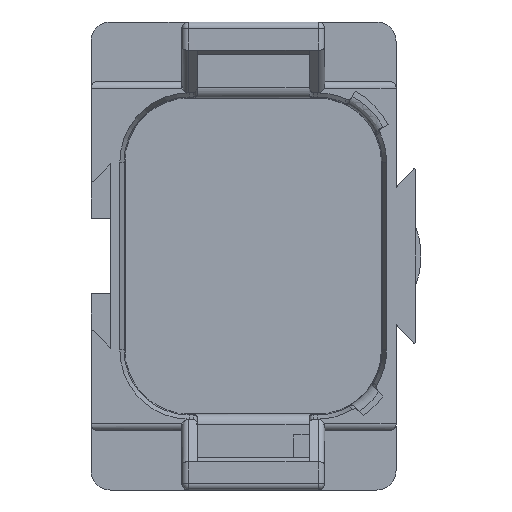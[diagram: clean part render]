
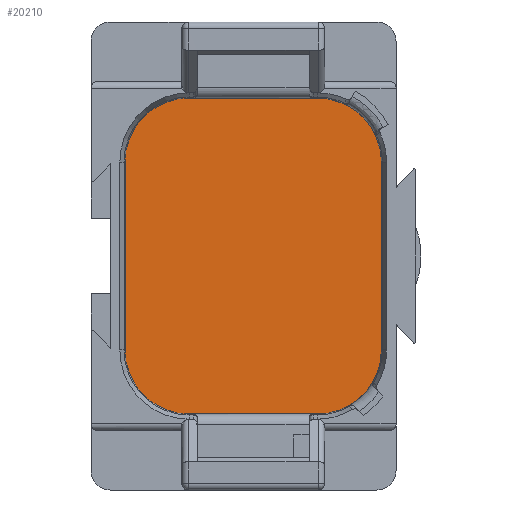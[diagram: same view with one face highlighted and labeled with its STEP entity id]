
A CAD part, front view. The second image highlights one B-rep face of the part: STEP entity #20210.
In plain terms, the highlighted planar face has unit normal (0, -1, 0).
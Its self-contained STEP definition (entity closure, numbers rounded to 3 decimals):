
#1442=CARTESIAN_POINT('',(-4.985,16.1,7.3));
#1443=DIRECTION('',(0.,-1.,0.));
#1444=DIRECTION('',(0.,0.,1.));
#1445=AXIS2_PLACEMENT_3D('',#1442,#1443,#1444);
#1447=DIRECTION('',(-1.,0.,0.));
#1448=VECTOR('',#1447,9.97);
#1449=CARTESIAN_POINT('',(4.985,16.1,12.275));
#1450=LINE('',#1449,#1448);
#1451=CARTESIAN_POINT('',(4.985,16.1,7.3));
#1452=DIRECTION('',(0.,-1.,0.));
#1453=DIRECTION('',(1.,0.,0.));
#1454=AXIS2_PLACEMENT_3D('',#1451,#1452,#1453);
#1456=DIRECTION('',(0.,0.,1.));
#1457=VECTOR('',#1456,14.6);
#1458=CARTESIAN_POINT('',(9.96,16.1,-7.3));
#1459=LINE('',#1458,#1457);
#1460=CARTESIAN_POINT('',(4.985,16.1,-7.3));
#1461=DIRECTION('',(0.,-1.,0.));
#1462=DIRECTION('',(0.,0.,-1.));
#1463=AXIS2_PLACEMENT_3D('',#1460,#1461,#1462);
#1465=DIRECTION('',(1.,0.,0.));
#1466=VECTOR('',#1465,9.97);
#1467=CARTESIAN_POINT('',(-4.985,16.1,-12.275));
#1468=LINE('',#1467,#1466);
#1469=CARTESIAN_POINT('',(-4.985,16.1,-7.3));
#1470=DIRECTION('',(0.,-1.,0.));
#1471=DIRECTION('',(-1.,0.,0.));
#1472=AXIS2_PLACEMENT_3D('',#1469,#1470,#1471);
#1474=DIRECTION('',(0.,0.,-1.));
#1475=VECTOR('',#1474,14.6);
#1476=CARTESIAN_POINT('',(-9.96,16.1,7.3));
#1477=LINE('',#1476,#1475);
#14064=CARTESIAN_POINT('',(-4.985,16.1,12.275));
#14065=CARTESIAN_POINT('',(-9.96,16.1,7.3));
#14066=VERTEX_POINT('',#14064);
#14067=VERTEX_POINT('',#14065);
#14068=CARTESIAN_POINT('',(9.96,16.1,7.3));
#14069=CARTESIAN_POINT('',(4.985,16.1,12.275));
#14070=VERTEX_POINT('',#14068);
#14071=VERTEX_POINT('',#14069);
#14072=CARTESIAN_POINT('',(4.985,16.1,-12.275));
#14073=CARTESIAN_POINT('',(9.96,16.1,-7.3));
#14074=VERTEX_POINT('',#14072);
#14075=VERTEX_POINT('',#14073);
#14076=CARTESIAN_POINT('',(-9.96,16.1,-7.3));
#14077=CARTESIAN_POINT('',(-4.985,16.1,-12.275));
#14078=VERTEX_POINT('',#14076);
#14079=VERTEX_POINT('',#14077);
#20189=CARTESIAN_POINT('',(0.,16.1,0.));
#20190=DIRECTION('',(0.,-1.,0.));
#20191=DIRECTION('',(0.,0.,1.));
#20192=AXIS2_PLACEMENT_3D('',#20189,#20190,#20191);
#20193=PLANE('',#20192);
#20194=ORIENTED_EDGE('',*,*,#20182,.F.);
#20195=ORIENTED_EDGE('',*,*,#20112,.F.);
#20197=ORIENTED_EDGE('',*,*,#20196,.F.);
#20199=ORIENTED_EDGE('',*,*,#20198,.F.);
#20201=ORIENTED_EDGE('',*,*,#20200,.F.);
#20203=ORIENTED_EDGE('',*,*,#20202,.F.);
#20205=ORIENTED_EDGE('',*,*,#20204,.F.);
#20207=ORIENTED_EDGE('',*,*,#20206,.F.);
#20208=EDGE_LOOP('',(#20194,#20195,#20197,#20199,#20201,#20203,#20205,#20207));
#20209=FACE_OUTER_BOUND('',#20208,.F.);
#20210=ADVANCED_FACE('',(#20209),#20193,.T.);
#1446=CIRCLE('',#1445,4.975);
#1455=CIRCLE('',#1454,4.975);
#1464=CIRCLE('',#1463,4.975);
#1473=CIRCLE('',#1472,4.975);
#20112=EDGE_CURVE('',#14071,#14066,#1450,.T.);
#20182=EDGE_CURVE('',#14066,#14067,#1446,.T.);
#20196=EDGE_CURVE('',#14070,#14071,#1455,.T.);
#20198=EDGE_CURVE('',#14075,#14070,#1459,.T.);
#20200=EDGE_CURVE('',#14074,#14075,#1464,.T.);
#20202=EDGE_CURVE('',#14079,#14074,#1468,.T.);
#20204=EDGE_CURVE('',#14078,#14079,#1473,.T.);
#20206=EDGE_CURVE('',#14067,#14078,#1477,.T.);
